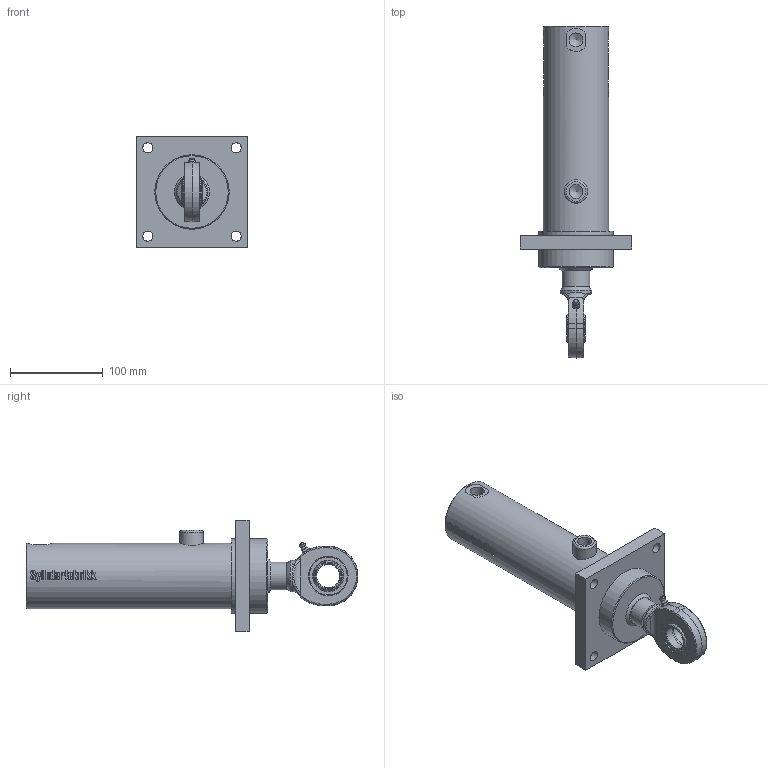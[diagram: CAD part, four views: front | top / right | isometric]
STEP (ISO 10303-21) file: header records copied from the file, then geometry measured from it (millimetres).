
FILE_DESCRIPTION((''),'2;1');
FILE_NAME('DVLF60_30.stp','2010-04-15T08:52:55',('tribel'),(''),'Autodesk Inventor 2009','Autodesk Inventor 2009','');
FILE_SCHEMA(('AUTOMOTIVE_DESIGN { 1 0 10303 214 1 1 1 1 }'));
Length unit declared in the file: millimetre
Products named in the file (5): DVLF60_30; DVLF60_30_body; DVLF60_30_stang; DVLF60_30_Parameters; K-WS25C
Assembly tree (4 placements, depth 2):
  DVLF60_30
    DVLF60_30_body
    DVLF60_30_stang
    DVLF60_30_Parameters
    K-WS25C
Bounding box: 120 x 357 x 120 mm (x, y, z)
Volume: 1044167.2 mm3; surface area: 180298.3 mm2
Topology: 3 solids, 4 shells, 653 faces, 1714 edges, 1117 vertices
Faces by surface type: plane 323, bspline 181, cylinder 88, cone 43, torus 14, sphere 4
Full cylindrical faces by diameter (mm): 2.286 x2, 2.6 x2, 3 x1, 5.5 x1, 5.6 x1, 6 x1, 25 x3, 30 x2, 33.5 x1, 42 x2, 60 x2, 70 x1, 80 x2
Entity records: 51951 total; most frequent: CARTESIAN_POINT 37643, ORIENTED_EDGE 3214, DIRECTION 2294, EDGE_CURVE 1609, VERTEX_POINT 1079, AXIS2_PLACEMENT_3D 817, EDGE_LOOP 787, VECTOR 660
